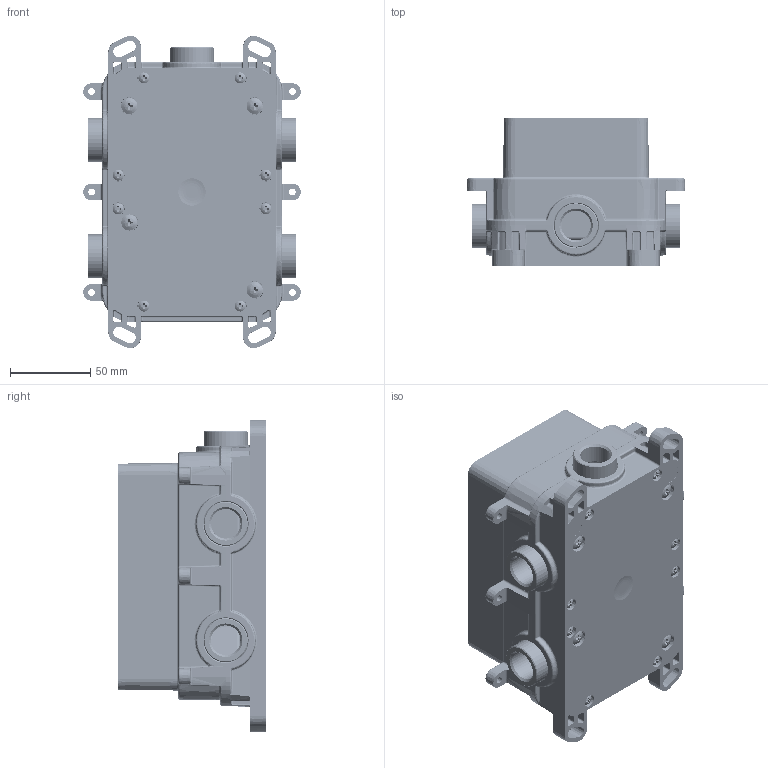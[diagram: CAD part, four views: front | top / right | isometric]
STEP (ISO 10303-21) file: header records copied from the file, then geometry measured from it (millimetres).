
FILE_DESCRIPTION(('CATIA V5 STEP Exchange','CAx-IF Rec.Pracs.--- Model Styling and Organization---1.5--- 2016-08-15','CAx-IF Rec.Pracs.---Supplemental Geometry---1.0---2011-11-01','CAx-IF Rec.Pracs.--- Composite Materials ---3.4---2017-06-13','CAx-IF Rec.Pracs.---Tessellated 3D Geometry---1.0---2015-12-17'),'2;1');
FILE_NAME('ZB00B03.stp','2026-02-09T15:54:02+00:00',('none'),('none'),'CATIA Version 5-6 Release 2020 SP3','CATIA V5 STEP AP242 v2','none');
FILE_SCHEMA(('AP242_MANAGED_MODEL_BASED_3D_ENGINEERING_MIM_LF {1 0 10303 442 1 1 4}'));
Products named in the file (1): ZB00B03
Bounding box: 135.5 x 92 x 194.47 mm (x, y, z)
Volume: 323864.6 mm3; surface area: 251444 mm2
Topology: 42 solids, 42 shells, 4640 faces, 11986 edges, 7222 vertices
Faces by surface type: cylinder 1472, bspline 1318, plane 877, cone 394, torus 380, sphere 199
Entity records: 195751 total; most frequent: CARTESIAN_POINT 104657, ORIENTED_EDGE 23398, EDGE_CURVE 11699, DIRECTION 10579, VERTEX_POINT 7222, B_SPLINE_CURVE_WITH_KNOTS 5524, AXIS2_PLACEMENT_3D 5033, EDGE_LOOP 4859
